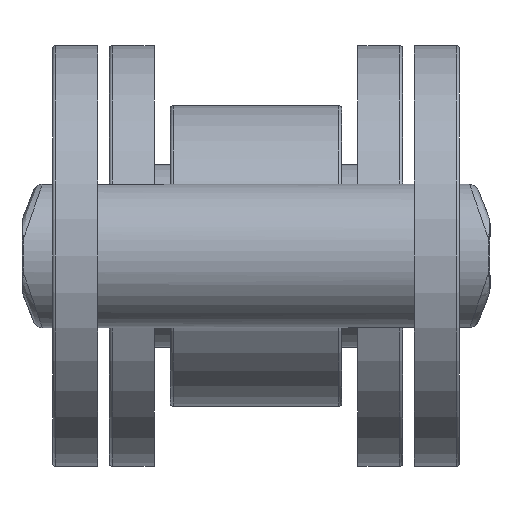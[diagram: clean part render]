
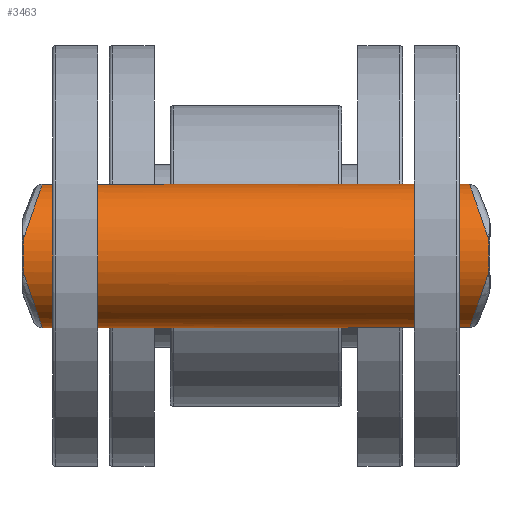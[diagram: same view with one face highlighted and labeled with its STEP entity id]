
A CAD part, left-side view. The second image highlights one B-rep face of the part: STEP entity #3463.
In plain terms, the highlighted cylindrical face has radius 1.175 mm (diameter 2.35 mm), a partial arc.
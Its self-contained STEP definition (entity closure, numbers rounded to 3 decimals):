
#116 = CIRCLE ( 'NONE', #7611, 1.175 ) ;
#172 = EDGE_CURVE ( 'NONE', #462, #978, #2375, .T. ) ;
#300 =( BOUNDED_CURVE ( )  B_SPLINE_CURVE ( 3, ( #888, #5057, #1474, #5586 ),
 .UNSPECIFIED., .F., .T. ) 
 B_SPLINE_CURVE_WITH_KNOTS ( ( 4, 4 ),
 ( 1.8, 3.142 ),
 .UNSPECIFIED. ) 
 CURVE ( )  GEOMETRIC_REPRESENTATION_ITEM ( )  RATIONAL_B_SPLINE_CURVE ( ( 1., 0.856, 0.856, 1. ) ) 
 REPRESENTATION_ITEM ( '' )  );
#433 = CARTESIAN_POINT ( 'NONE',  ( -4., 3.825, 0. ) ) ;
#462 = VERTEX_POINT ( 'NONE', #7318 ) ;
#546 = VECTOR ( 'NONE', #1226, 1000. ) ;
#579 = VERTEX_POINT ( 'NONE', #840 ) ;
#592 = EDGE_CURVE ( 'NONE', #6424, #579, #2522, .T. ) ;
#608 = CARTESIAN_POINT ( 'NONE',  ( -5.144, 3.805, 0.267 ) ) ;
#678 = VERTEX_POINT ( 'NONE', #6556 ) ;
#723 = ORIENTED_EDGE ( 'NONE', *, *, #172, .T. ) ;
#797 = VERTEX_POINT ( 'NONE', #3588 ) ;
#840 = CARTESIAN_POINT ( 'NONE',  ( -5.144, -3.805, 0.267 ) ) ;
#888 = CARTESIAN_POINT ( 'NONE',  ( -5.144, -3.805, 0.267 ) ) ;
#970 = ORIENTED_EDGE ( 'NONE', *, *, #5914, .T. ) ;
#978 = VERTEX_POINT ( 'NONE', #4384 ) ;
#1226 = DIRECTION ( 'NONE',  ( 0., -1., 0. ) ) ;
#1380 = VERTEX_POINT ( 'NONE', #608 ) ;
#1384 = CARTESIAN_POINT ( 'NONE',  ( -4., 3.805, 0. ) ) ;
#1443 = ORIENTED_EDGE ( 'NONE', *, *, #5892, .T. ) ;
#1474 = CARTESIAN_POINT ( 'NONE',  ( -4.569, -3.491, 1.175 ) ) ;
#1510 = CARTESIAN_POINT ( 'NONE',  ( -5.015, 3.614, -0.821 ) ) ;
#1794 = EDGE_CURVE ( 'NONE', #678, #6424, #3241, .T. ) ;
#1918 = EDGE_CURVE ( 'NONE', #1380, #462, #116, .T. ) ;
#2020 = LINE ( 'NONE', #4186, #546 ) ;
#2375 =( BOUNDED_CURVE ( )  B_SPLINE_CURVE ( 3, ( #5044, #1510, #4513, #5674 ),
 .UNSPECIFIED., .F., .F. ) 
 B_SPLINE_CURVE_WITH_KNOTS ( ( 4, 4 ),
 ( 4.942, 6.283 ),
 .UNSPECIFIED. ) 
 CURVE ( )  GEOMETRIC_REPRESENTATION_ITEM ( )  RATIONAL_B_SPLINE_CURVE ( ( 1., 0.856, 0.856, 1. ) ) 
 REPRESENTATION_ITEM ( '' )  );
#2406 = FACE_OUTER_BOUND ( 'NONE', #5663, .T. ) ;
#2428 = ORIENTED_EDGE ( 'NONE', *, *, #4921, .F. ) ;
#2522 = CIRCLE ( 'NONE', #4166, 1.175 ) ;
#2618 = DIRECTION ( 'NONE',  ( 0., -1., 0. ) ) ;
#2664 = VECTOR ( 'NONE', #2618, 1000. ) ;
#2798 = CARTESIAN_POINT ( 'NONE',  ( -4.569, -3.491, -1.175 ) ) ;
#2962 = CARTESIAN_POINT ( 'NONE',  ( -5.015, 3.614, 0.821 ) ) ;
#3071 = ORIENTED_EDGE ( 'NONE', *, *, #1918, .T. ) ;
#3241 =( BOUNDED_CURVE ( )  B_SPLINE_CURVE ( 3, ( #6427, #2798, #6452, #4003 ),
 .UNSPECIFIED., .F., .F. ) 
 B_SPLINE_CURVE_WITH_KNOTS ( ( 4, 4 ),
 ( 3.142, 4.483 ),
 .UNSPECIFIED. ) 
 CURVE ( )  GEOMETRIC_REPRESENTATION_ITEM ( )  RATIONAL_B_SPLINE_CURVE ( ( 1., 0.856, 0.856, 1. ) ) 
 REPRESENTATION_ITEM ( '' )  );
#3325 = DIRECTION ( 'NONE',  ( 0., 0., 1. ) ) ;
#3426 = ORIENTED_EDGE ( 'NONE', *, *, #1794, .T. ) ;
#3463 = ADVANCED_FACE ( 'NONE', ( #2406 ), #7209, .T. ) ;
#3499 =( BOUNDED_CURVE ( )  B_SPLINE_CURVE ( 3, ( #7768, #6603, #2962, #3583 ),
 .UNSPECIFIED., .F., .T. ) 
 B_SPLINE_CURVE_WITH_KNOTS ( ( 4, 4 ),
 ( 0., 1.341 ),
 .UNSPECIFIED. ) 
 CURVE ( )  GEOMETRIC_REPRESENTATION_ITEM ( )  RATIONAL_B_SPLINE_CURVE ( ( 1., 0.856, 0.856, 1. ) ) 
 REPRESENTATION_ITEM ( '' )  );
#3583 = CARTESIAN_POINT ( 'NONE',  ( -5.144, 3.805, 0.267 ) ) ;
#3587 = ORIENTED_EDGE ( 'NONE', *, *, #5644, .T. ) ;
#3588 = CARTESIAN_POINT ( 'NONE',  ( -4., -3.491, 1.175 ) ) ;
#3841 = DIRECTION ( 'NONE',  ( 0., 0., 1. ) ) ;
#3931 = CARTESIAN_POINT ( 'NONE',  ( -4., 3.491, 1.175 ) ) ;
#4003 = CARTESIAN_POINT ( 'NONE',  ( -5.144, -3.805, -0.267 ) ) ;
#4128 = DIRECTION ( 'NONE',  ( 0., -1., 0. ) ) ;
#4166 = AXIS2_PLACEMENT_3D ( 'NONE', #5789, #6395, #3325 ) ;
#4186 = CARTESIAN_POINT ( 'NONE',  ( -4., 3.825, 1.175 ) ) ;
#4213 = ORIENTED_EDGE ( 'NONE', *, *, #592, .T. ) ;
#4384 = CARTESIAN_POINT ( 'NONE',  ( -4., 3.491, -1.175 ) ) ;
#4513 = CARTESIAN_POINT ( 'NONE',  ( -4.569, 3.491, -1.175 ) ) ;
#4921 = EDGE_CURVE ( 'NONE', #7124, #797, #2020, .T. ) ;
#5044 = CARTESIAN_POINT ( 'NONE',  ( -5.144, 3.805, -0.267 ) ) ;
#5057 = CARTESIAN_POINT ( 'NONE',  ( -5.015, -3.614, 0.821 ) ) ;
#5399 = DIRECTION ( 'NONE',  ( 0., 0., -1. ) ) ;
#5586 = CARTESIAN_POINT ( 'NONE',  ( -4., -3.491, 1.175 ) ) ;
#5644 = EDGE_CURVE ( 'NONE', #7124, #1380, #3499, .T. ) ;
#5663 = EDGE_LOOP ( 'NONE', ( #2428, #3587, #3071, #723, #1443, #3426, #4213, #970 ) ) ;
#5674 = CARTESIAN_POINT ( 'NONE',  ( -4., 3.491, -1.175 ) ) ;
#5716 = AXIS2_PLACEMENT_3D ( 'NONE', #433, #4128, #5399 ) ;
#5789 = CARTESIAN_POINT ( 'NONE',  ( -4., -3.805, 0. ) ) ;
#5892 = EDGE_CURVE ( 'NONE', #978, #678, #7387, .T. ) ;
#5914 = EDGE_CURVE ( 'NONE', #579, #797, #300, .T. ) ;
#6395 = DIRECTION ( 'NONE',  ( 0., 1., 0. ) ) ;
#6424 = VERTEX_POINT ( 'NONE', #7500 ) ;
#6427 = CARTESIAN_POINT ( 'NONE',  ( -4., -3.491, -1.175 ) ) ;
#6452 = CARTESIAN_POINT ( 'NONE',  ( -5.015, -3.614, -0.821 ) ) ;
#6556 = CARTESIAN_POINT ( 'NONE',  ( -4., -3.491, -1.175 ) ) ;
#6603 = CARTESIAN_POINT ( 'NONE',  ( -4.569, 3.491, 1.175 ) ) ;
#6875 = CARTESIAN_POINT ( 'NONE',  ( -4., 3.825, -1.175 ) ) ;
#7124 = VERTEX_POINT ( 'NONE', #3931 ) ;
#7209 = CYLINDRICAL_SURFACE ( 'NONE', #5716, 1.175 ) ;
#7318 = CARTESIAN_POINT ( 'NONE',  ( -5.144, 3.805, -0.267 ) ) ;
#7387 = LINE ( 'NONE', #6875, #2664 ) ;
#7466 = DIRECTION ( 'NONE',  ( 0., -1., 0. ) ) ;
#7500 = CARTESIAN_POINT ( 'NONE',  ( -5.144, -3.805, -0.267 ) ) ;
#7611 = AXIS2_PLACEMENT_3D ( 'NONE', #1384, #7466, #3841 ) ;
#7768 = CARTESIAN_POINT ( 'NONE',  ( -4., 3.491, 1.175 ) ) ;
